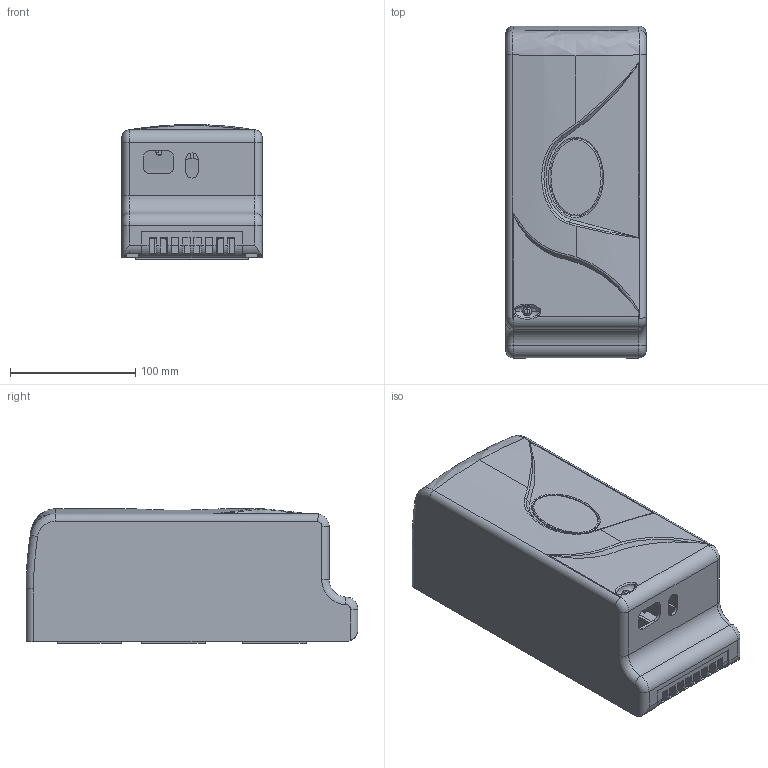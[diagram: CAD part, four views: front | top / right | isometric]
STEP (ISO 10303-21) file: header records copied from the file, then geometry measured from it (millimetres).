
FILE_DESCRIPTION (( 'STEP AP214' ), '1' );
FILE_NAME ('HK-950DA.STEP', '2021-03-11T07:38:44', ( '' ), ( '' ), 'SwSTEP 2.0', 'SolidWorks 2020', '' );
FILE_SCHEMA (( 'AUTOMOTIVE_DESIGN' ));
Length unit declared in the file: millimetre
Products named in the file (7): 950DA外殼-擋板修改後; 透視窗; 背膠; 主體; 外殼組950DA; 導光板; HK-950DA
Assembly tree (8 placements, depth 3):
  HK-950DA
    主體
    外殼組950DA
      950DA外殼-擋板修改後
      導光板
      透視窗
    背膠  x3
Bounding box: 112 x 265 x 107.7 mm (x, y, z)
Volume: 379394.5 mm3; surface area: 326786.8 mm2
Topology: 7 solids, 7 shells, 685 faces, 1930 edges, 1229 vertices
Faces by surface type: plane 378, cylinder 198, bspline 56, sphere 24, torus 23, cone 6
Entity records: 30421 total; most frequent: CARTESIAN_POINT 13060, ORIENTED_EDGE 3768, DIRECTION 3347, EDGE_CURVE 1884, VECTOR 1227, LINE 1227, VERTEX_POINT 1213, AXIS2_PLACEMENT_3D 1060
